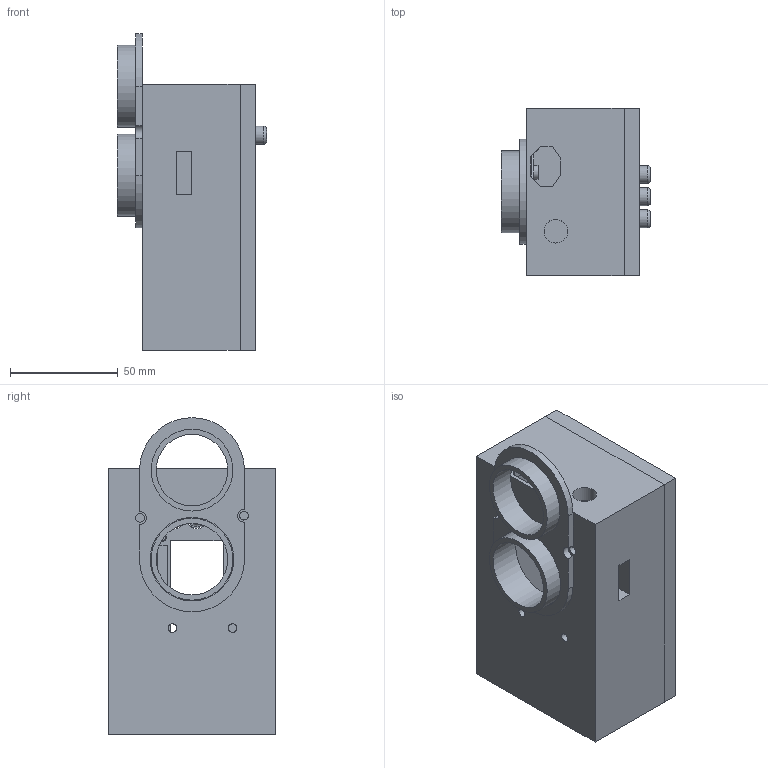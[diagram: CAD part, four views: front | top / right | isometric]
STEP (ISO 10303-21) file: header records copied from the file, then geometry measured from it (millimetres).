
FILE_DESCRIPTION(/* description */ (''),/* implementation_level */ '2;1');
FILE_NAME(/* name */ 'STEP.step',/* time_stamp */ '2024-06-25T19:27:43-04:00',/* author */ (''),/* organization */ (''),/* preprocessor_version */ 'ST-DEVELOPER v20',/* originating_system */ 'Autodesk Translation Framework v13.14.0.145',/* authorisation */ '');
FILE_SCHEMA (('AUTOMOTIVE_DESIGN { 1 0 10303 214 3 1 1 }'));
Length unit declared in the file: millimetre
Products named in the file (1): Reflow Oven Case
Bounding box: 69.3 x 77.7 x 147.2 mm (x, y, z)
Volume: 203903.9 mm3; surface area: 87141.7 mm2
Topology: 7 solids, 7 shells, 225 faces, 568 edges, 378 vertices
Faces by surface type: cylinder 134, plane 77, bspline 8, torus 6
Full cylindrical faces by diameter (mm): 2.93 x20, 3.599 x8, 3.8 x3, 4 x12, 5 x5, 6.4 x4, 8.4 x3, 9 x3, 11 x1, 33.2 x2, 38 x2, 38.8 x2, 41.2 x1
Entity records: 12604 total; most frequent: CARTESIAN_POINT 7364, ORIENTED_EDGE 1136, DIRECTION 922, EDGE_CURVE 568, VERTEX_POINT 378, AXIS2_PLACEMENT_3D 336, EDGE_LOOP 294, LINE 250
